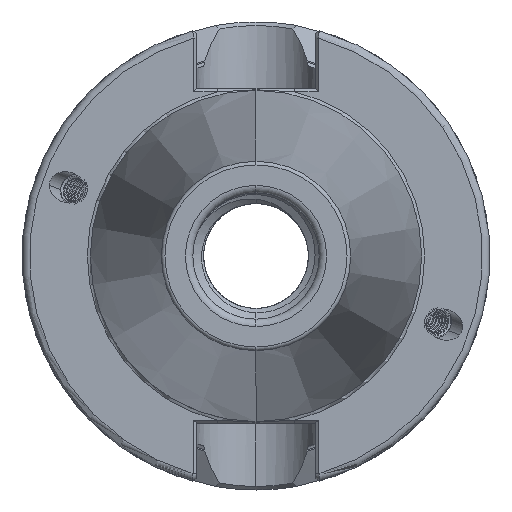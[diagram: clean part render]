
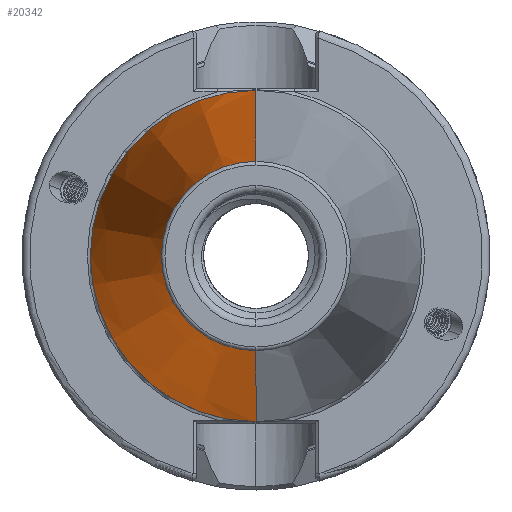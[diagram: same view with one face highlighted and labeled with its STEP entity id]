
A CAD part, left-side view. The second image highlights one B-rep face of the part: STEP entity #20342.
In plain terms, the highlighted conical face has half-angle 8.297 degrees and reference radius 22.298 mm.
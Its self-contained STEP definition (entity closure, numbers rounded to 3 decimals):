
#1836 = CARTESIAN_POINT ( 'NONE',  ( -1.5, 0., 22.298 ) ) ;
#1841 = DIRECTION ( 'NONE',  ( 0.99, 0., 0.144 ) ) ;
#1886 = DIRECTION ( 'NONE',  ( 0.99, 0., -0.144 ) ) ;
#1901 = CARTESIAN_POINT ( 'NONE',  ( -1.5, 0., -22.298 ) ) ;
#1917 = CARTESIAN_POINT ( 'NONE',  ( -1.5, 0., 0. ) ) ;
#1929 = DIRECTION ( 'NONE',  ( 0., 0., -1. ) ) ;
#1931 = DIRECTION ( 'NONE',  ( 1., 0., 0. ) ) ;
#2104 = ORIENTED_EDGE ( 'NONE', *, *, #3272, .T. ) ;
#2105 = ORIENTED_EDGE ( 'NONE', *, *, #3300, .F. ) ;
#2119 = ORIENTED_EDGE ( 'NONE', *, *, #3289, .T. ) ;
#2339 = VERTEX_POINT ( 'NONE', #3547 ) ;
#2368 = VERTEX_POINT ( 'NONE', #3624 ) ;
#3185 = AXIS2_PLACEMENT_3D ( 'NONE', #6336, #6332, #6344 ) ;
#3187 = AXIS2_PLACEMENT_3D ( 'NONE', #1917, #1931, #1929 ) ;
#3272 = EDGE_CURVE ( 'NONE', #8483, #8464, #8347, .T. ) ;
#3289 = EDGE_CURVE ( 'NONE', #8464, #2368, #8415, .T. ) ;
#3298 = EDGE_CURVE ( 'NONE', #8483, #2339, #8387, .T. ) ;
#3300 = EDGE_CURVE ( 'NONE', #2339, #2368, #8382, .T. ) ;
#3547 = CARTESIAN_POINT ( 'NONE',  ( -1.5, 0., -22.298 ) ) ;
#3624 = CARTESIAN_POINT ( 'NONE',  ( -1.5, 0., 22.298 ) ) ;
#5662 = AXIS2_PLACEMENT_3D ( 'NONE', #6003, #6004, #6005 ) ;
#6003 = CARTESIAN_POINT ( 'NONE',  ( -1.5, 0., 0. ) ) ;
#6004 = DIRECTION ( 'NONE',  ( 1., 0., 0. ) ) ;
#6005 = DIRECTION ( 'NONE',  ( 0., 0., -1. ) ) ;
#6332 = DIRECTION ( 'NONE',  ( 1., 0., 0. ) ) ;
#6336 = CARTESIAN_POINT ( 'NONE',  ( -66.972, 0., 0. ) ) ;
#6344 = DIRECTION ( 'NONE',  ( 0., 0., -1. ) ) ;
#8334 = ORIENTED_EDGE ( 'NONE', *, *, #3298, .F. ) ;
#8347 = CIRCLE ( 'NONE', #3185, 12.75 ) ;
#8382 = CIRCLE ( 'NONE', #3187, 22.298 ) ;
#8387 = LINE ( 'NONE', #1901, #8414 ) ;
#8402 = VECTOR ( 'NONE', #1841, 1000. ) ;
#8414 = VECTOR ( 'NONE', #1886, 1000. ) ;
#8415 = LINE ( 'NONE', #1836, #8402 ) ;
#8464 = VERTEX_POINT ( 'NONE', #10007 ) ;
#8483 = VERTEX_POINT ( 'NONE', #10073 ) ;
#10007 = CARTESIAN_POINT ( 'NONE',  ( -66.972, 0., 12.75 ) ) ;
#10073 = CARTESIAN_POINT ( 'NONE',  ( -66.972, 0., -12.75 ) ) ;
#10521 = EDGE_LOOP ( 'NONE', ( #2104, #2119, #2105, #8334 ) ) ;
#14824 = CONICAL_SURFACE ( 'NONE', #5662, 22.298, 0.145 ) ;
#14837 = FACE_OUTER_BOUND ( 'NONE', #10521, .T. ) ;
#20342 = ADVANCED_FACE ( 'NONE', ( #14837 ), #14824, .T. ) ;
